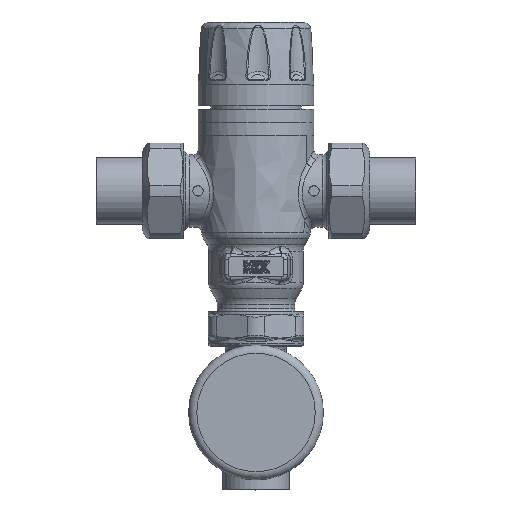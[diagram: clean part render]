
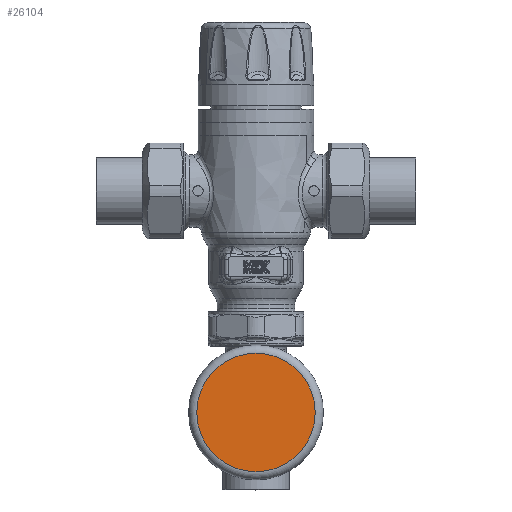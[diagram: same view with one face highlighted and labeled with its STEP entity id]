
A CAD part, top view. The second image highlights one B-rep face of the part: STEP entity #26104.
In plain terms, the highlighted planar face has unit normal (0, 0, 1).
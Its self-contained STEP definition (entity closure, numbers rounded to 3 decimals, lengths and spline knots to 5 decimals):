
#1621=PLANE('',#29034);
#3214=FACE_OUTER_BOUND('',#4957,.T.);
#4957=EDGE_LOOP('',(#22440));
#6463=CIRCLE('',#29028,0.905);
#11551=VERTEX_POINT('',#102153);
#15192=EDGE_CURVE('',#11551,#11551,#6463,.T.);
#22440=ORIENTED_EDGE('',*,*,#15192,.F.);
#26104=ADVANCED_FACE('',(#3214),#1621,.T.);
#29028=AXIS2_PLACEMENT_3D('',#102154,#35551,#35552);
#29034=AXIS2_PLACEMENT_3D('',#102164,#35564,#35565);
#35551=DIRECTION('center_axis',(0.,0.,-1.));
#35552=DIRECTION('ref_axis',(-1.,0.,0.));
#35564=DIRECTION('center_axis',(0.,0.,1.));
#35565=DIRECTION('ref_axis',(1.,0.,0.));
#102153=CARTESIAN_POINT('',(-0.905,0.,0.41));
#102154=CARTESIAN_POINT('Origin',(0.,0.,0.41));
#102164=CARTESIAN_POINT('Origin',(0.,0.,0.41));
